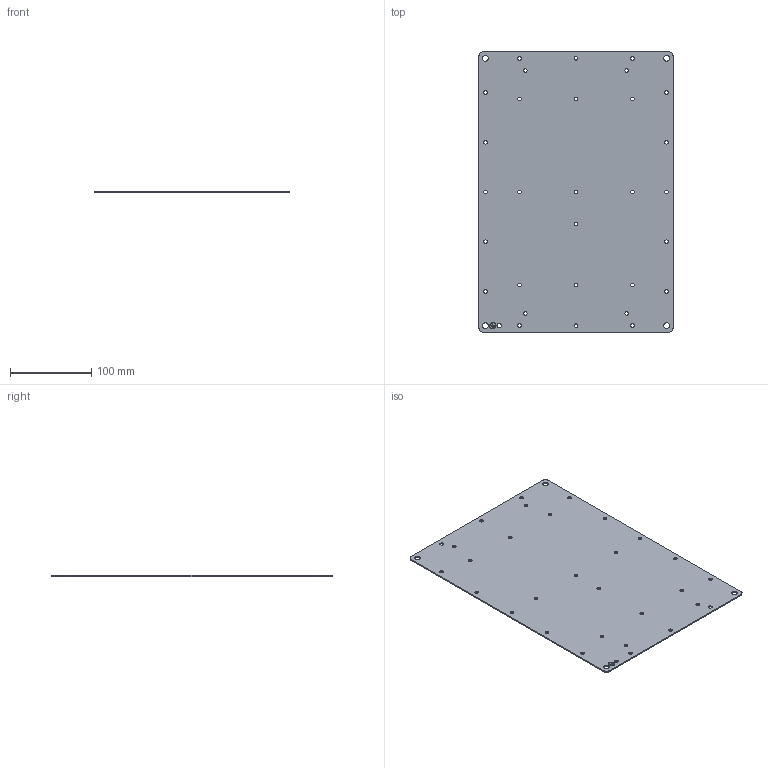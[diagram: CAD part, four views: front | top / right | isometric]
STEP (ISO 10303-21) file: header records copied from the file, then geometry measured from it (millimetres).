
FILE_DESCRIPTION(('CATIA V5R24 STEP','CAx-IF Rec.Pracs.--- Model Styling and Organization---1.2---2011-12-15'),'2;1');
FILE_NAME ('D1450336_0', '2018-09-19T06:55:08+00:00', ('Weidmueller Interface'), ('Weidmueller'), 'CATIA Version 5-6 Release 2014 SP4 HF52', 'CATIA V5 STEP AP214', 'none');
FILE_SCHEMA(('AUTOMOTIVE_DESIGN { 1 0 10303 214 1 1 1 1 }'));
Length unit declared in the file: millimetre
Products named in the file (1): MOPL_KTB_400x300_H
Bounding box: 239 x 345 x 1.5 mm (x, y, z)
Volume: 122651.2 mm3; surface area: 166082.9 mm2
Topology: 1 solids, 1 shells, 173 faces, 498 edges, 332 vertices
Faces by surface type: cylinder 146, plane 27
Entity records: 6322 total; most frequent: CARTESIAN_POINT 1752, ORIENTED_EDGE 996, DIRECTION 684, EDGE_CURVE 498, VERTEX_POINT 332, AXIS2_PLACEMENT_3D 314, EDGE_LOOP 248, VECTOR 206
